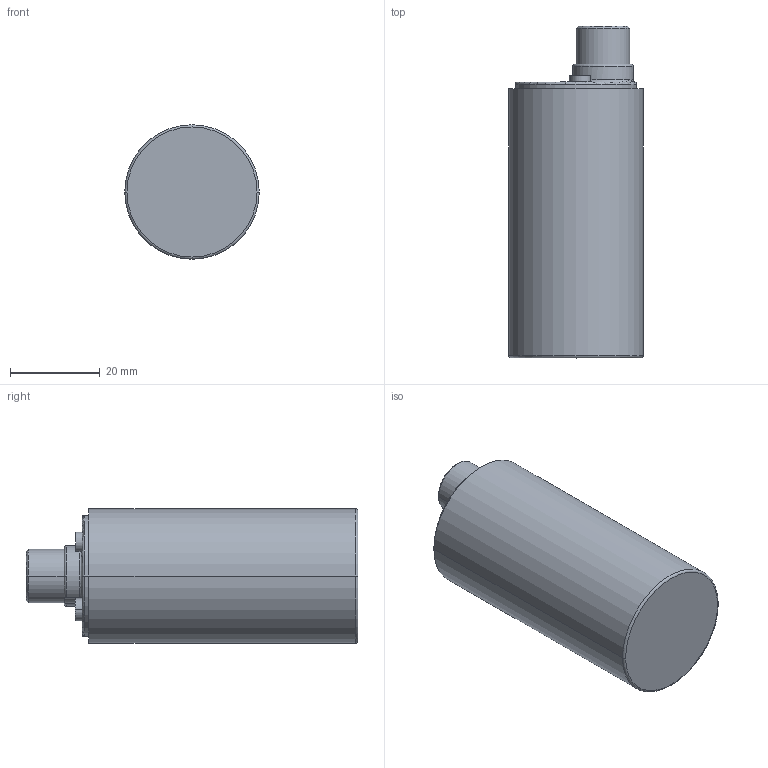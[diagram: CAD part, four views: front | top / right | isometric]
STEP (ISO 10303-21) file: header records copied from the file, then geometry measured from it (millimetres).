
FILE_DESCRIPTION((''),'2;1');
FILE_NAME('DM_CAD-2108_SW0001','2015-04-29T',('Creinig-se'),(''),'PRO/ENGINEER BY PARAMETRIC TECHNOLOGY CORPORATION, 2013050','PRO/ENGINEER BY PARAMETRIC TECHNOLOGY CORPORATION, 2013050','');
FILE_SCHEMA(('CONFIG_CONTROL_DESIGN'));
Length unit declared in the file: millimetre
Products named in the file (1): DM_CAD-2108_SW0001
Bounding box: 30 x 74 x 30 mm (x, y, z)
Volume: 44350.1 mm3; surface area: 8070.2 mm2
Topology: 1 solids, 1 shells, 99 faces, 305 edges, 270 vertices
Faces by surface type: cylinder 47, plane 19, cone 14, bspline 10, torus 9
Entity records: 4649 total; most frequent: CARTESIAN_POINT 940, DIRECTION 656, ORIENTED_EDGE 506, AXIS2_PLACEMENT_3D 275, EDGE_CURVE 253, CIRCLE 185, VERTEX_POINT 166, PRESENTATION_STYLE_ASSIGNMENT 152
